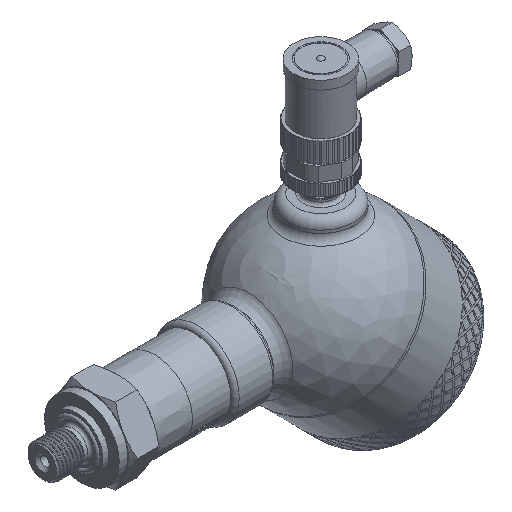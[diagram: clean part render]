
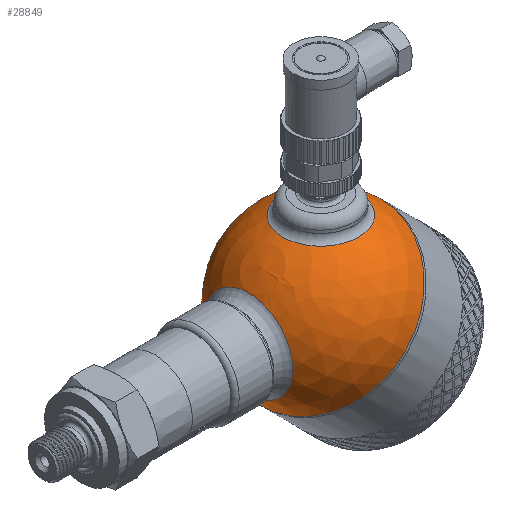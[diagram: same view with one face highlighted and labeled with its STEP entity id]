
A CAD part, isometric view. The second image highlights one B-rep face of the part: STEP entity #28849.
In plain terms, the highlighted spherical face has radius 30 mm.
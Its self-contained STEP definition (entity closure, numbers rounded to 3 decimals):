
#45=SPHERICAL_SURFACE('',#30601,30.);
#1099=FACE_BOUND('',#3875,.T.);
#1100=FACE_BOUND('',#3876,.T.);
#2037=FACE_OUTER_BOUND('',#3874,.T.);
#3874=EDGE_LOOP('',(#20700,#20701,#20702,#20703));
#3875=EDGE_LOOP('',(#20704));
#3876=EDGE_LOOP('',(#20705));
#5605=CIRCLE('',#30524,30.);
#5606=CIRCLE('',#30525,30.);
#5633=CIRCLE('',#30597,13.5);
#5636=CIRCLE('',#30602,30.);
#5637=CIRCLE('',#30603,15.643);
#11213=VERTEX_POINT('',#39355);
#11214=VERTEX_POINT('',#39357);
#11741=VERTEX_POINT('',#46121);
#11743=VERTEX_POINT('',#46128);
#11744=VERTEX_POINT('',#46130);
#14324=EDGE_CURVE('',#11213,#11214,#5605,.T.);
#14325=EDGE_CURVE('',#11214,#11213,#5606,.T.);
#15118=EDGE_CURVE('',#11741,#11741,#5633,.T.);
#15121=EDGE_CURVE('',#11214,#11743,#5636,.T.);
#15122=EDGE_CURVE('',#11744,#11744,#5637,.T.);
#20700=ORIENTED_EDGE('',*,*,#14325,.F.);
#20701=ORIENTED_EDGE('',*,*,#15121,.T.);
#20702=ORIENTED_EDGE('',*,*,#15121,.F.);
#20703=ORIENTED_EDGE('',*,*,#14324,.F.);
#20704=ORIENTED_EDGE('',*,*,#15122,.F.);
#20705=ORIENTED_EDGE('',*,*,#15118,.F.);
#28849=ADVANCED_FACE('',(#2037,#1099,#1100),#45,.T.);
#30524=AXIS2_PLACEMENT_3D('',#39358,#32425,#32426);
#30525=AXIS2_PLACEMENT_3D('',#39359,#32427,#32428);
#30597=AXIS2_PLACEMENT_3D('',#46122,#32849,#32850);
#30601=AXIS2_PLACEMENT_3D('',#46127,#32857,#32858);
#30602=AXIS2_PLACEMENT_3D('',#46129,#32859,#32860);
#30603=AXIS2_PLACEMENT_3D('',#46131,#32861,#32862);
#32425=DIRECTION('center_axis',(1.,0.,0.));
#32426=DIRECTION('ref_axis',(0.,1.,0.));
#32427=DIRECTION('center_axis',(1.,0.,0.));
#32428=DIRECTION('ref_axis',(0.,1.,0.));
#32849=DIRECTION('center_axis',(-0.707,0.,-0.707));
#32850=DIRECTION('ref_axis',(-0.707,0.,0.707));
#32857=DIRECTION('center_axis',(1.,0.,0.));
#32858=DIRECTION('ref_axis',(0.,-1.,0.));
#32859=DIRECTION('center_axis',(0.,0.,1.));
#32860=DIRECTION('ref_axis',(0.,1.,0.));
#32861=DIRECTION('center_axis',(-0.707,0.,0.707));
#32862=DIRECTION('ref_axis',(0.707,0.,0.707));
#39355=CARTESIAN_POINT('',(0.,-30.,0.));
#39357=CARTESIAN_POINT('',(0.,30.,0.));
#39358=CARTESIAN_POINT('Origin',(0.,0.,0.));
#39359=CARTESIAN_POINT('Origin',(0.,0.,0.));
#46121=CARTESIAN_POINT('',(-9.398,0.,-28.49));
#46122=CARTESIAN_POINT('Origin',(-18.944,0.,-18.944));
#46127=CARTESIAN_POINT('Origin',(0.,0.,0.));
#46128=CARTESIAN_POINT('',(-30.,0.,0.));
#46129=CARTESIAN_POINT('Origin',(0.,0.,0.));
#46130=CARTESIAN_POINT('',(-29.162,0.,7.04));
#46131=CARTESIAN_POINT('Origin',(-18.101,0.,18.101));
